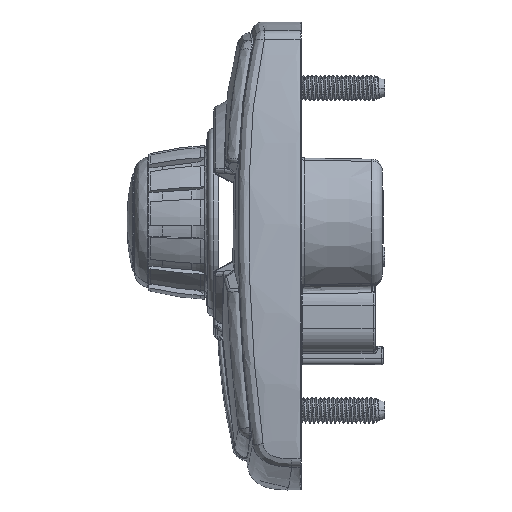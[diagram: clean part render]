
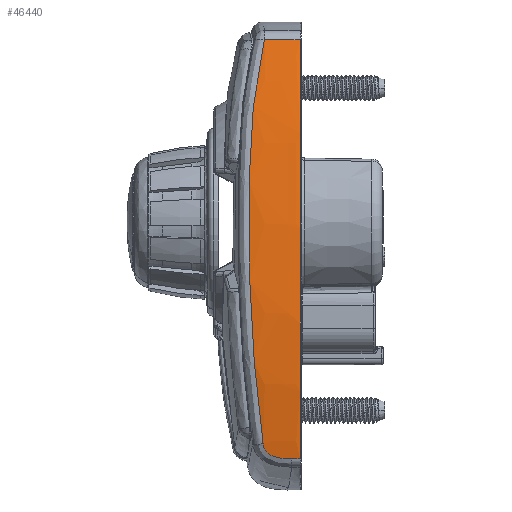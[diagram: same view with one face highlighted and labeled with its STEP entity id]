
A CAD part, left-side view. The second image highlights one B-rep face of the part: STEP entity #46440.
In plain terms, the highlighted face is a extrusion surface.
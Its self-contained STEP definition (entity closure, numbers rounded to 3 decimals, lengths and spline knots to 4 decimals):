
#1189=CARTESIAN_POINT('',(-1.1421,0.3314,
1.6995));
#1205=CARTESIAN_POINT('',(-1.1421,0.,1.6995));
#1206=CARTESIAN_POINT('',(-1.1564,0.,1.6531));
#1207=CARTESIAN_POINT('',(-1.1939,0.,1.5272));
#1208=CARTESIAN_POINT('',(-1.2533,0.,1.3102));
#1209=CARTESIAN_POINT('',(-1.3198,0.,1.0364));
#1210=CARTESIAN_POINT('',(-1.3851,0.,0.7255));
#1211=CARTESIAN_POINT('',(-1.4469,0.,0.3722));
#1212=CARTESIAN_POINT('',(-1.501,0.,-0.0226));
#1213=CARTESIAN_POINT('',(-1.5399,0.,-0.4329));
#1214=CARTESIAN_POINT('',(-1.5604,0.,-0.8274));
#1215=CARTESIAN_POINT('',(-1.564,0.,-1.1817));
#1216=CARTESIAN_POINT('',(-1.5544,0.,-1.4969));
#1217=CARTESIAN_POINT('',(-1.534,0.,-1.7778));
#1218=CARTESIAN_POINT('',(-1.5072,0.,-2.0092));
#1219=CARTESIAN_POINT('',(-1.4855,0.,-2.147));
#1220=CARTESIAN_POINT('',(-1.4757,0.,-2.2021));
#1222=DIRECTION('',(0.,1.,-0.001));
#1223=VECTOR('',#1222,0.0775);
#1224=CARTESIAN_POINT('',(-1.4757,0.,-2.2021));
#1225=LINE('',#1224,#1223);
#1226=CARTESIAN_POINT('',(-1.4757,0.0775,
-2.2021));
#1227=CARTESIAN_POINT('',(-1.4757,0.0918,
-2.2021));
#1228=CARTESIAN_POINT('',(-1.4758,0.1187,
-2.2015));
#1229=CARTESIAN_POINT('',(-1.4764,0.154,
-2.1985));
#1230=CARTESIAN_POINT('',(-1.4772,0.1848,
-2.1941));
#1231=CARTESIAN_POINT('',(-1.4781,0.2115,
-2.1884));
#1232=CARTESIAN_POINT('',(-1.4793,0.2346,
-2.1817));
#1233=CARTESIAN_POINT('',(-1.4806,0.2544,
-2.1743));
#1234=CARTESIAN_POINT('',(-1.4819,0.2711,
-2.1664));
#1235=CARTESIAN_POINT('',(-1.4833,0.2851,
-2.1583));
#1236=CARTESIAN_POINT('',(-1.4846,0.2968,
-2.15));
#1237=CARTESIAN_POINT('',(-1.486,0.3067,
-2.1415));
#1238=CARTESIAN_POINT('',(-1.4874,0.315,
-2.1327));
#1239=CARTESIAN_POINT('',(-1.4889,0.322,
-2.1237));
#1240=CARTESIAN_POINT('',(-1.4904,0.3281,
-2.1141));
#1241=CARTESIAN_POINT('',(-1.492,0.3333,
-2.1035));
#1242=CARTESIAN_POINT('',(-1.4939,0.3378,
-2.0915));
#1243=CARTESIAN_POINT('',(-1.496,0.3416,
-2.0775));
#1244=CARTESIAN_POINT('',(-1.4976,0.3436,
-2.0666));
#1245=CARTESIAN_POINT('',(-1.4985,0.3444,
-2.0607));
#1247=CARTESIAN_POINT('',(-1.4985,0.3444,
-2.0607));
#1248=CARTESIAN_POINT('',(-1.5064,0.3514,
-2.0064));
#1249=CARTESIAN_POINT('',(-1.5208,0.3656,
-1.8949));
#1250=CARTESIAN_POINT('',(-1.5382,0.3862,
-1.7187));
#1251=CARTESIAN_POINT('',(-1.5511,0.4058,
-1.535));
#1252=CARTESIAN_POINT('',(-1.5593,0.4235,
-1.3455));
#1253=CARTESIAN_POINT('',(-1.5627,0.439,
-1.1529));
#1254=CARTESIAN_POINT('',(-1.5617,0.4517,
-0.9568));
#1255=CARTESIAN_POINT('',(-1.556,0.4616,
-0.7551));
#1256=CARTESIAN_POINT('',(-1.5453,0.4688,
-0.5452));
#1257=CARTESIAN_POINT('',(-1.5294,0.4736,
-0.3277));
#1258=CARTESIAN_POINT('',(-1.5079,0.4764,
-0.1028));
#1259=CARTESIAN_POINT('',(-1.4804,0.4773,
0.1273));
#1260=CARTESIAN_POINT('',(-1.4495,0.4763,
0.3445));
#1261=CARTESIAN_POINT('',(-1.4171,0.4722,
0.543));
#1262=CARTESIAN_POINT('',(-1.3834,0.4644,
0.7274));
#1263=CARTESIAN_POINT('',(-1.3476,0.4528,
0.9042));
#1264=CARTESIAN_POINT('',(-1.3108,0.4373,
1.0708));
#1265=CARTESIAN_POINT('',(-1.2726,0.4179,
1.2307));
#1266=CARTESIAN_POINT('',(-1.232,0.3939,
1.3882));
#1267=CARTESIAN_POINT('',(-1.1886,0.3653,
1.5449));
#1268=CARTESIAN_POINT('',(-1.1579,0.3432,
1.6481));
#1269=CARTESIAN_POINT('',(-1.1421,0.3314,
1.6995));
#1271=DIRECTION('',(0.,-1.,0.));
#1272=VECTOR('',#1271,0.3314);
#1273=CARTESIAN_POINT('',(-1.1421,0.3314,
1.6995));
#1274=LINE('',#1273,#1272);
#42402=VERTEX_POINT('',#1189);
#42404=VERTEX_POINT('',#1247);
#42406=VERTEX_POINT('',#1226);
#42544=VERTEX_POINT('',#1205);
#42545=VERTEX_POINT('',#1220);
#46408=CARTESIAN_POINT('',(-1.4687,0.,-2.241));
#46409=CARTESIAN_POINT('',(-1.4813,0.,-2.173));
#46410=CARTESIAN_POINT('',(-1.5056,0.,-2.0223));
#46411=CARTESIAN_POINT('',(-1.534,0.,-1.7778));
#46412=CARTESIAN_POINT('',(-1.5544,0.,-1.4969));
#46413=CARTESIAN_POINT('',(-1.564,0.,-1.1817));
#46414=CARTESIAN_POINT('',(-1.5604,0.,-0.8274));
#46415=CARTESIAN_POINT('',(-1.5399,0.,-0.4329));
#46416=CARTESIAN_POINT('',(-1.501,0.,-0.0226));
#46417=CARTESIAN_POINT('',(-1.4469,0.,0.3722));
#46418=CARTESIAN_POINT('',(-1.3851,0.,0.7255));
#46419=CARTESIAN_POINT('',(-1.3198,0.,1.0364));
#46420=CARTESIAN_POINT('',(-1.2533,0.,1.3102));
#46421=CARTESIAN_POINT('',(-1.1904,0.,1.5399));
#46422=CARTESIAN_POINT('',(-1.1488,0.,1.6783));
#46423=CARTESIAN_POINT('',(-1.1304,0.,1.7372));
#46428=DIRECTION('',(0.,1.,0.));
#46429=VECTOR('',#46428,1.);
#46430=SURFACE_OF_LINEAR_EXTRUSION('',#46424,#46429);
#46431=ORIENTED_EDGE('',*,*,#45508,.T.);
#46432=ORIENTED_EDGE('',*,*,#45553,.T.);
#46434=ORIENTED_EDGE('',*,*,#46433,.T.);
#46436=ORIENTED_EDGE('',*,*,#46435,.T.);
#46437=ORIENTED_EDGE('',*,*,#46392,.T.);
#46438=EDGE_LOOP('',(#46431,#46432,#46434,#46436,#46437));
#46439=FACE_OUTER_BOUND('',#46438,.F.);
#46440=ADVANCED_FACE('',(#46439),#46430,.T.);
#1221=B_SPLINE_CURVE_WITH_KNOTS('',3,(#1205,#1206,#1207,#1208,#1209,#1210,#1211,
#1212,#1213,#1214,#1215,#1216,#1217,#1218,#1219,#1220),.UNSPECIFIED.,.F.,.F.,(4,
1,1,1,1,1,1,1,1,1,1,1,1,4),(0.,0.0368,0.0999,
0.1709,0.251,0.3412,0.4435,
0.5538,0.6543,0.7436,0.823,
0.894,0.9575,1.),.UNSPECIFIED.);
#1246=B_SPLINE_CURVE_WITH_KNOTS('',3,(#1226,#1227,#1228,#1229,#1230,#1231,#1232,
#1233,#1234,#1235,#1236,#1237,#1238,#1239,#1240,#1241,#1242,#1243,#1244,#1245),
.UNSPECIFIED.,.F.,.F.,(4,1,1,1,1,1,1,1,1,1,1,1,1,1,1,1,1,4),(0.,
0.0588,0.1176,0.1765,0.2353,
0.2941,0.3529,0.4118,0.4706,
0.5294,0.5882,0.6471,0.7059,
0.7647,0.8235,0.8824,0.9412,1.),
.UNSPECIFIED.);
#1270=B_SPLINE_CURVE_WITH_KNOTS('',3,(#1247,#1248,#1249,#1250,#1251,#1252,#1253,
#1254,#1255,#1256,#1257,#1258,#1259,#1260,#1261,#1262,#1263,#1264,#1265,#1266,
#1267,#1268,#1269),.UNSPECIFIED.,.F.,.F.,(4,1,1,1,1,1,1,1,1,1,1,1,1,1,1,1,1,1,1,
1,4),(0.,0.05,0.1,0.15,0.2,0.25,0.3,0.35,0.4,0.45,0.5,
0.55,0.6,0.65,0.7,0.75,0.8,0.85,0.9,0.95,1.),.UNSPECIFIED.);
#45508=EDGE_CURVE('',#42544,#42545,#1221,.T.);
#45553=EDGE_CURVE('',#42545,#42406,#1225,.T.);
#46392=EDGE_CURVE('',#42402,#42544,#1274,.T.);
#46424=B_SPLINE_CURVE_WITH_KNOTS('',3,(#46408,#46409,#46410,#46411,#46412,
#46413,#46414,#46415,#46416,#46417,#46418,#46419,#46420,#46421,#46422,#46423),
.UNSPECIFIED.,.F.,.F.,(4,1,1,1,1,1,1,1,1,1,1,1,1,4),(0.,0.0515,
0.1138,0.1833,0.2612,0.3487,
0.4472,0.5554,0.6557,0.7441,
0.8226,0.8923,0.9541,1.),.UNSPECIFIED.);
#46433=EDGE_CURVE('',#42406,#42404,#1246,.T.);
#46435=EDGE_CURVE('',#42404,#42402,#1270,.T.);
